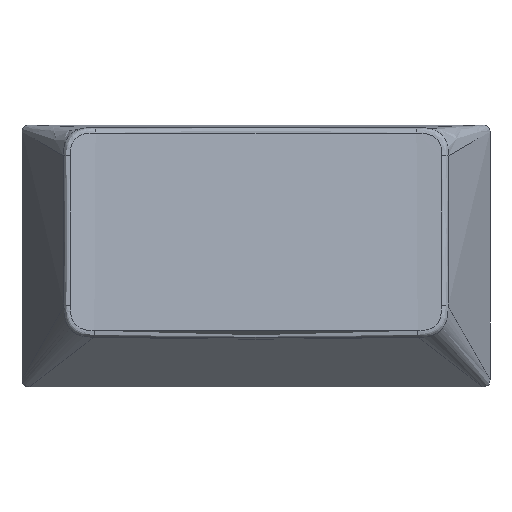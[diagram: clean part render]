
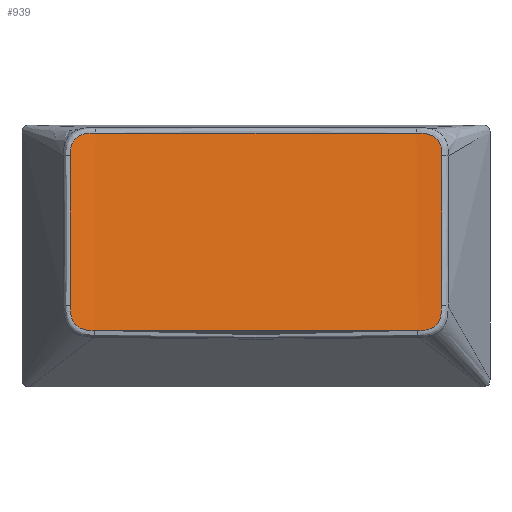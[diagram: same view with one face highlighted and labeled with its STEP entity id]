
A CAD part, top view. The second image highlights one B-rep face of the part: STEP entity #939.
In plain terms, the highlighted free-form (B-spline) face has degree [2, 1] with [9, 2] control points.
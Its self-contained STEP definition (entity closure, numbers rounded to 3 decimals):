
#939 = ADVANCED_FACE('',(#940),#1050,.F.);
#940 = FACE_BOUND('',#941,.F.);
#941 = EDGE_LOOP('',(#942,#964,#973,#988,#997,#1013,#1022,#1042));
#942 = ORIENTED_EDGE('',*,*,#943,.T.);
#943 = EDGE_CURVE('',#944,#946,#948,.T.);
#944 = VERTEX_POINT('',#945);
#945 = CARTESIAN_POINT('',(-11.194,-5.188,7.304));
#946 = VERTEX_POINT('',#947);
#947 = CARTESIAN_POINT('',(-12.848,-3.448,7.25));
#948 = B_SPLINE_CURVE_WITH_KNOTS('',3,(#949,#950,#951,#952,#953,#954,
    #955,#956,#957,#958,#959,#960,#961,#962,#963),.UNSPECIFIED.,.F.,.F.,
  (4,1,1,1,1,1,1,1,1,1,1,1,4),(0.153,0.562,0.927,
    1.25,1.4,1.549,1.7,1.851,
    2.181,2.368,2.554,2.765,2.975),
  .UNSPECIFIED.);
#949 = CARTESIAN_POINT('',(-11.194,-5.188,7.304));
#950 = CARTESIAN_POINT('',(-11.33,-5.183,7.313));
#951 = CARTESIAN_POINT('',(-11.587,-5.171,7.331));
#952 = CARTESIAN_POINT('',(-11.946,-5.107,7.351));
#953 = CARTESIAN_POINT('',(-12.205,-5.001,7.36));
#954 = CARTESIAN_POINT('',(-12.377,-4.885,7.361));
#955 = CARTESIAN_POINT('',(-12.488,-4.784,7.36));
#956 = CARTESIAN_POINT('',(-12.584,-4.668,7.355));
#957 = CARTESIAN_POINT('',(-12.694,-4.489,7.346));
#958 = CARTESIAN_POINT('',(-12.77,-4.28,7.33));
#959 = CARTESIAN_POINT('',(-12.815,-4.051,7.31));
#960 = CARTESIAN_POINT('',(-12.837,-3.858,7.292));
#961 = CARTESIAN_POINT('',(-12.847,-3.657,7.272));
#962 = CARTESIAN_POINT('',(-12.848,-3.517,7.257));
#963 = CARTESIAN_POINT('',(-12.848,-3.448,7.25));
#964 = ORIENTED_EDGE('',*,*,#965,.F.);
#965 = EDGE_CURVE('',#966,#946,#968,.T.);
#966 = VERTEX_POINT('',#967);
#967 = CARTESIAN_POINT('',(-12.856,6.931,6.172));
#968 = B_SPLINE_CURVE_WITH_KNOTS('',3,(#969,#970,#971,#972),
  .UNSPECIFIED.,.F.,.F.,(4,4),(-0.116,10.318),
  .PIECEWISE_BEZIER_KNOTS.);
#969 = CARTESIAN_POINT('',(-12.856,6.931,6.172));
#970 = CARTESIAN_POINT('',(-12.853,3.471,6.531));
#971 = CARTESIAN_POINT('',(-12.85,0.012,6.891));
#972 = CARTESIAN_POINT('',(-12.848,-3.448,7.25));
#973 = ORIENTED_EDGE('',*,*,#974,.T.);
#974 = EDGE_CURVE('',#966,#975,#977,.T.);
#975 = VERTEX_POINT('',#976);
#976 = CARTESIAN_POINT('',(-11.107,8.497,5.875));
#977 = B_SPLINE_CURVE_WITH_KNOTS('',3,(#978,#979,#980,#981,#982,#983,
    #984,#985,#986,#987),.UNSPECIFIED.,.F.,.F.,(4,1,1,1,1,1,1,4),(
    0.116,0.483,0.813,1.116,1.411,
    1.721,2.065,2.893),.UNSPECIFIED.);
#978 = CARTESIAN_POINT('',(-12.856,6.931,6.172));
#979 = CARTESIAN_POINT('',(-12.856,7.052,6.159));
#980 = CARTESIAN_POINT('',(-12.853,7.284,6.135));
#981 = CARTESIAN_POINT('',(-12.801,7.611,6.097));
#982 = CARTESIAN_POINT('',(-12.682,7.897,6.057));
#983 = CARTESIAN_POINT('',(-12.494,8.135,6.017));
#984 = CARTESIAN_POINT('',(-12.237,8.316,5.978));
#985 = CARTESIAN_POINT('',(-11.774,8.484,5.925));
#986 = CARTESIAN_POINT('',(-11.38,8.496,5.895));
#987 = CARTESIAN_POINT('',(-11.107,8.497,5.875));
#988 = ORIENTED_EDGE('',*,*,#989,.F.);
#989 = EDGE_CURVE('',#990,#975,#992,.T.);
#990 = VERTEX_POINT('',#991);
#991 = CARTESIAN_POINT('',(11.099,8.497,5.875));
#992 = B_SPLINE_CURVE_WITH_KNOTS('',3,(#993,#994,#995,#996),
  .UNSPECIFIED.,.F.,.F.,(4,4),(-0.246,22.035),
  .PIECEWISE_BEZIER_KNOTS.);
#993 = CARTESIAN_POINT('',(11.099,8.497,5.875));
#994 = CARTESIAN_POINT('',(3.709,8.515,5.35));
#995 = CARTESIAN_POINT('',(-3.717,8.515,5.35));
#996 = CARTESIAN_POINT('',(-11.107,8.497,5.875));
#997 = ORIENTED_EDGE('',*,*,#998,.T.);
#998 = EDGE_CURVE('',#990,#999,#1001,.T.);
#999 = VERTEX_POINT('',#1000);
#1000 = CARTESIAN_POINT('',(12.848,6.931,6.172));
#1001 = B_SPLINE_CURVE_WITH_KNOTS('',3,(#1002,#1003,#1004,#1005,#1006,
    #1007,#1008,#1009,#1010,#1011,#1012),.UNSPECIFIED.,.F.,.F.,(4,1,1,1,
    1,1,1,1,4),(0.245,0.683,1.072,1.416,
    1.727,2.022,2.325,2.655,3.022),
  .UNSPECIFIED.);
#1002 = CARTESIAN_POINT('',(11.099,8.497,5.875));
#1003 = CARTESIAN_POINT('',(11.244,8.496,5.886));
#1004 = CARTESIAN_POINT('',(11.519,8.491,5.906));
#1005 = CARTESIAN_POINT('',(11.903,8.435,5.941));
#1006 = CARTESIAN_POINT('',(12.229,8.316,5.978));
#1007 = CARTESIAN_POINT('',(12.486,8.135,6.017));
#1008 = CARTESIAN_POINT('',(12.674,7.897,6.057));
#1009 = CARTESIAN_POINT('',(12.793,7.611,6.097));
#1010 = CARTESIAN_POINT('',(12.845,7.284,6.135));
#1011 = CARTESIAN_POINT('',(12.848,7.052,6.159));
#1012 = CARTESIAN_POINT('',(12.848,6.931,6.172));
#1013 = ORIENTED_EDGE('',*,*,#1014,.F.);
#1014 = EDGE_CURVE('',#1015,#999,#1017,.T.);
#1015 = VERTEX_POINT('',#1016);
#1016 = CARTESIAN_POINT('',(12.84,-3.448,7.25));
#1017 = B_SPLINE_CURVE_WITH_KNOTS('',3,(#1018,#1019,#1020,#1021),
  .UNSPECIFIED.,.F.,.F.,(4,4),(-0.174,10.26),
  .PIECEWISE_BEZIER_KNOTS.);
#1018 = CARTESIAN_POINT('',(12.84,-3.448,7.25));
#1019 = CARTESIAN_POINT('',(12.842,0.012,6.891));
#1020 = CARTESIAN_POINT('',(12.845,3.471,6.531));
#1021 = CARTESIAN_POINT('',(12.848,6.931,6.172));
#1022 = ORIENTED_EDGE('',*,*,#1023,.T.);
#1023 = EDGE_CURVE('',#1015,#1024,#1026,.T.);
#1024 = VERTEX_POINT('',#1025);
#1025 = CARTESIAN_POINT('',(11.186,-5.188,7.304));
#1026 = B_SPLINE_CURVE_WITH_KNOTS('',3,(#1027,#1028,#1029,#1030,#1031,
    #1032,#1033,#1034,#1035,#1036,#1037,#1038,#1039,#1040,#1041),
  .UNSPECIFIED.,.F.,.F.,(4,1,1,1,1,1,1,1,1,1,1,1,4),(0.174,
    0.595,0.969,1.298,1.449,1.6,
    1.75,1.899,2.222,2.405,2.587,
    2.792,2.997),.UNSPECIFIED.);
#1027 = CARTESIAN_POINT('',(12.84,-3.448,7.25));
#1028 = CARTESIAN_POINT('',(12.84,-3.587,7.265));
#1029 = CARTESIAN_POINT('',(12.836,-3.851,7.292));
#1030 = CARTESIAN_POINT('',(12.783,-4.221,7.326));
#1031 = CARTESIAN_POINT('',(12.686,-4.489,7.346));
#1032 = CARTESIAN_POINT('',(12.576,-4.668,7.355));
#1033 = CARTESIAN_POINT('',(12.48,-4.784,7.36));
#1034 = CARTESIAN_POINT('',(12.369,-4.885,7.361));
#1035 = CARTESIAN_POINT('',(12.197,-5.001,7.36));
#1036 = CARTESIAN_POINT('',(11.994,-5.084,7.353));
#1037 = CARTESIAN_POINT('',(11.772,-5.137,7.342));
#1038 = CARTESIAN_POINT('',(11.585,-5.164,7.331));
#1039 = CARTESIAN_POINT('',(11.39,-5.18,7.318));
#1040 = CARTESIAN_POINT('',(11.254,-5.185,7.309));
#1041 = CARTESIAN_POINT('',(11.186,-5.188,7.304));
#1042 = ORIENTED_EDGE('',*,*,#1043,.F.);
#1043 = EDGE_CURVE('',#944,#1024,#1044,.T.);
#1044 = B_SPLINE_CURVE_WITH_KNOTS('',3,(#1045,#1046,#1047,#1048,#1049),
  .UNSPECIFIED.,.F.,.F.,(4,1,4),(-0.153,11.081,22.314)
  ,.UNSPECIFIED.);
#1045 = CARTESIAN_POINT('',(-11.194,-5.188,7.304));
#1046 = CARTESIAN_POINT('',(-7.471,-5.31,7.051));
#1047 = CARTESIAN_POINT('',(-0.004,-5.433,6.797
    ));
#1048 = CARTESIAN_POINT('',(7.463,-5.31,7.051));
#1049 = CARTESIAN_POINT('',(11.186,-5.188,7.304));
#1050 = ( BOUNDED_SURFACE() B_SPLINE_SURFACE(2,1,(
    (#1051,#1052)
    ,(#1053,#1054)
    ,(#1055,#1056)
    ,(#1057,#1058)
    ,(#1059,#1060)
    ,(#1061,#1062)
    ,(#1063,#1064)
    ,(#1065,#1066)
    ,(#1067,#1068
)),.UNSPECIFIED.,.T.,.F.,.F.) B_SPLINE_SURFACE_WITH_KNOTS((1,2,2,2,2,2,1
    ),(2,2),(-1240.347,-992.278,-744.208,
    -496.139,-248.069,0.,248.069),(0.,202.67),
.UNSPECIFIED.) GEOMETRIC_REPRESENTATION_ITEM() RATIONAL_B_SPLINE_SURFACE
((
    (1.,1.)
    ,(0.707,0.707)
    ,(1.,1.)
    ,(0.707,0.707)
    ,(1.,1.)
    ,(0.707,0.707)
    ,(1.,1.)
    ,(0.707,0.707)
,(1.,1.))) REPRESENTATION_ITEM('') SURFACE() );
#1051 = CARTESIAN_POINT('',(72.322,-83.606,32.686));
#1052 = CARTESIAN_POINT('',(72.322,117.978,11.731));
#1053 = CARTESIAN_POINT('',(-68.069,-91.084,-39.252));
#1054 = CARTESIAN_POINT('',(-68.069,110.499,-60.207));
#1055 = CARTESIAN_POINT('',(-140.395,-76.569,100.387));
#1056 = CARTESIAN_POINT('',(-140.395,125.015,79.431));
#1057 = CARTESIAN_POINT('',(-212.721,-62.053,240.025)
  );
#1058 = CARTESIAN_POINT('',(-212.721,139.531,219.07));
#1059 = CARTESIAN_POINT('',(-72.33,-54.575,311.963));
#1060 = CARTESIAN_POINT('',(-72.33,147.009,291.008));
#1061 = CARTESIAN_POINT('',(68.061,-47.096,383.901));
#1062 = CARTESIAN_POINT('',(68.061,154.487,362.946));
#1063 = CARTESIAN_POINT('',(140.387,-61.612,244.263));
#1064 = CARTESIAN_POINT('',(140.387,139.972,223.308));
#1065 = CARTESIAN_POINT('',(212.713,-76.128,104.625));
#1066 = CARTESIAN_POINT('',(212.713,125.456,83.669));
#1067 = CARTESIAN_POINT('',(72.322,-83.606,32.686));
#1068 = CARTESIAN_POINT('',(72.322,117.978,11.731));
